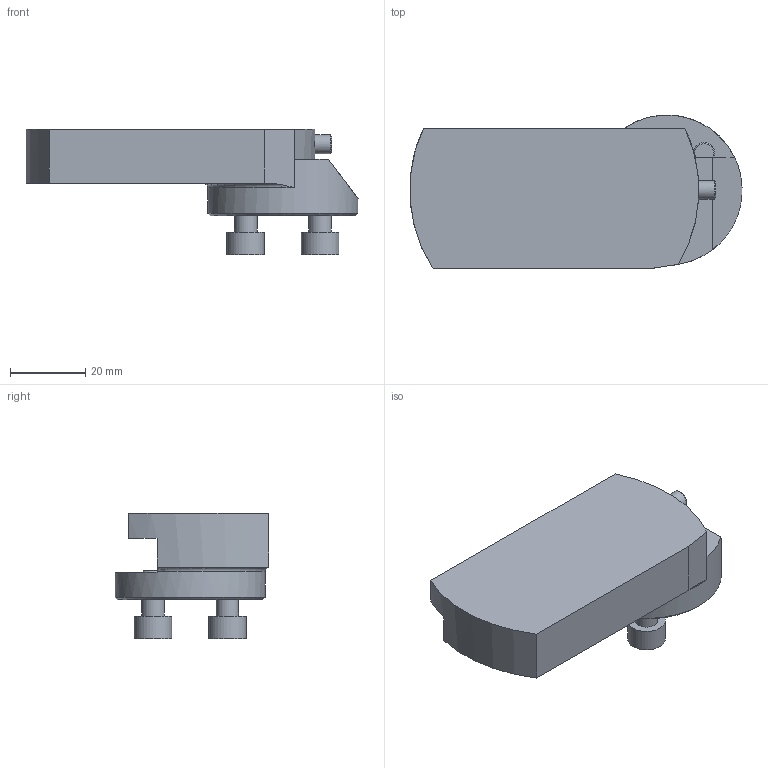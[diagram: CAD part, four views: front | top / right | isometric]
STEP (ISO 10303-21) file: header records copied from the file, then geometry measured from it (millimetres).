
FILE_DESCRIPTION(/* description */ (''),/* implementation_level */ '2;1');
FILE_NAME(/* name */ '1529305304375.stp',/* time_stamp */ '2018-06-18T09:01:51+02:00',/* author */ (''),/* organization */ ('SMS'),/* preprocessor_version */ 'ST-DEVELOPER v15',/* originating_system */ 'SIEMENS PLM Software NX 8.5',/* authorisation */ '');
FILE_SCHEMA (('AUTOMOTIVE_DESIGN { 1 0 10303 214 3 1 1 1 }'));
Length unit declared in the file: millimetre
Products named in the file (1): 570-80_23-40L
Bounding box: 88.4 x 41 x 33.33 mm (x, y, z)
Volume: 48498.8 mm3; surface area: 11945.2 mm2
Topology: 1 solids, 1 shells, 69 faces, 170 edges, 117 vertices
Faces by surface type: plane 54, cylinder 10, cone 4, torus 1
Full cylindrical faces by diameter (mm): 6 x3, 10 x3, 40 x1
Entity records: 2154 total; most frequent: CARTESIAN_POINT 453, DIRECTION 341, ORIENTED_EDGE 312, EDGE_CURVE 156, AXIS2_PLACEMENT_3D 116, LINE 109, VECTOR 109, VERTEX_POINT 109
